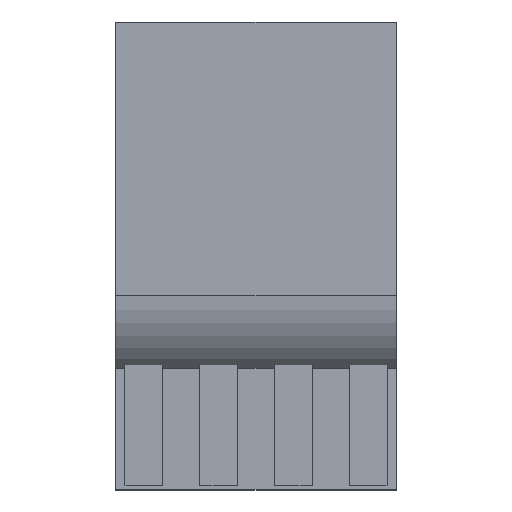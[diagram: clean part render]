
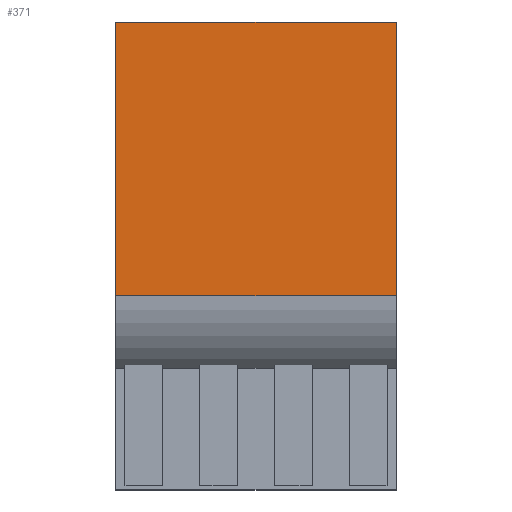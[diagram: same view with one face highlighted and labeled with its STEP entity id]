
A CAD part, top view. The second image highlights one B-rep face of the part: STEP entity #371.
In plain terms, the highlighted planar face has unit normal (0, 0, 1).
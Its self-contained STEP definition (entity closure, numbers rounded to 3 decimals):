
#241=CARTESIAN_POINT('',(1.5,-2.377,0.8));
#242=VERTEX_POINT('',#241);
#250=CARTESIAN_POINT('',(-1.5,-2.377,0.8));
#251=VERTEX_POINT('',#250);
#252=CARTESIAN_POINT('',(1.5,-2.377,0.8));
#253=DIRECTION('',(-1.0,0.0,0.0));
#254=VECTOR('',#253,3.0);
#255=LINE('',#252,#254);
#256=EDGE_CURVE('',#242,#251,#255,.T.);
#282=CARTESIAN_POINT('',(-1.5,0.55,0.8));
#283=VERTEX_POINT('',#282);
#284=CARTESIAN_POINT('',(-1.5,-2.377,0.8));
#285=DIRECTION('',(0.0,1.0,0.0));
#286=VECTOR('',#285,2.927);
#287=LINE('',#284,#286);
#288=EDGE_CURVE('',#251,#283,#287,.T.);
#321=CARTESIAN_POINT('',(1.5,0.55,0.8));
#322=VERTEX_POINT('',#321);
#329=CARTESIAN_POINT('',(1.5,0.55,0.8));
#330=DIRECTION('',(0.0,-1.0,0.0));
#331=VECTOR('',#330,2.927);
#332=LINE('',#329,#331);
#333=EDGE_CURVE('',#322,#242,#332,.T.);
#350=CARTESIAN_POINT('',(-1.5,0.55,0.8));
#351=DIRECTION('',(1.0,0.0,0.0));
#352=VECTOR('',#351,3.0);
#353=LINE('',#350,#352);
#354=EDGE_CURVE('',#283,#322,#353,.T.);
#360=CARTESIAN_POINT('',(0.,-1.3,0.8));
#361=DIRECTION('',(0.0,0.0,1.0));
#362=DIRECTION('',(1.0,0.0,0.0));
#363=AXIS2_PLACEMENT_3D('',#360,#361,#362);
#364=PLANE('',#363);
#365=ORIENTED_EDGE('',*,*,#256,.F.);
#366=ORIENTED_EDGE('',*,*,#333,.F.);
#367=ORIENTED_EDGE('',*,*,#354,.F.);
#368=ORIENTED_EDGE('',*,*,#288,.F.);
#369=EDGE_LOOP('',(#365,#366,#367,#368));
#370=FACE_OUTER_BOUND('',#369,.T.);
#371=ADVANCED_FACE('',(#370),#364,.T.);
